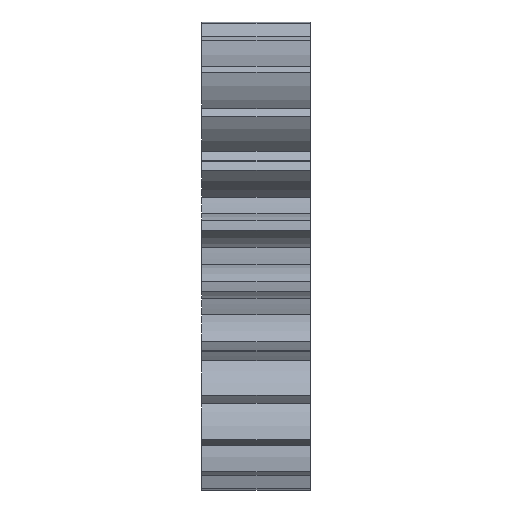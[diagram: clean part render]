
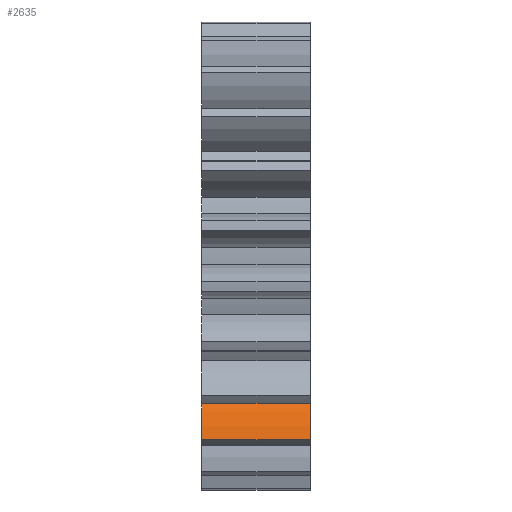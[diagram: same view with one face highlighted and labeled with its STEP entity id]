
A CAD part, front view. The second image highlights one B-rep face of the part: STEP entity #2635.
In plain terms, the highlighted cylindrical face has radius 5.08 mm (diameter 10.16 mm), a partial arc.
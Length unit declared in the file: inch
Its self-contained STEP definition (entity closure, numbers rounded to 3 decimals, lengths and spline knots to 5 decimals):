
#83 = DIRECTION ( 'NONE',  ( 1., 0., 0. ) ) ;
#191 = ORIENTED_EDGE ( 'NONE', *, *, #1520, .T. ) ;
#247 = DIRECTION ( 'NONE',  ( -1., 0., 0. ) ) ;
#381 = DIRECTION ( 'NONE',  ( 1., 0., 0. ) ) ;
#387 = DIRECTION ( 'NONE',  ( 0., 0., 1. ) ) ;
#394 = VERTEX_POINT ( 'NONE', #2953 ) ;
#424 = DIRECTION ( 'NONE',  ( -1., 0., 0. ) ) ;
#446 = VERTEX_POINT ( 'NONE', #1314 ) ;
#626 = EDGE_CURVE ( 'NONE', #1400, #446, #3447, .T. ) ;
#666 = LINE ( 'NONE', #978, #1959 ) ;
#711 = CYLINDRICAL_SURFACE ( 'NONE', #1311, 0.2 ) ;
#722 = CARTESIAN_POINT ( 'NONE',  ( 0., -0.33866, -0.42275 ) ) ;
#739 = ORIENTED_EDGE ( 'NONE', *, *, #2034, .T. ) ;
#746 = DIRECTION ( 'NONE',  ( -1., 0., 0. ) ) ;
#978 = CARTESIAN_POINT ( 'NONE',  ( 0.125, -0.33866, -0.42275 ) ) ;
#1011 = FACE_OUTER_BOUND ( 'NONE', #3296, .T. ) ;
#1023 = ORIENTED_EDGE ( 'NONE', *, *, #626, .T. ) ;
#1137 = EDGE_CURVE ( 'NONE', #446, #394, #2954, .T. ) ;
#1207 = CARTESIAN_POINT ( 'NONE',  ( 0.25, -0.33866, -0.42275 ) ) ;
#1243 = DIRECTION ( 'NONE',  ( 0., 0., -1. ) ) ;
#1295 = VECTOR ( 'NONE', #746, 39.37008 ) ;
#1311 = AXIS2_PLACEMENT_3D ( 'NONE', #2084, #424, #387 ) ;
#1314 = CARTESIAN_POINT ( 'NONE',  ( 0.25, -0.30209, -0.33082 ) ) ;
#1400 = VERTEX_POINT ( 'NONE', #1207 ) ;
#1520 = EDGE_CURVE ( 'NONE', #394, #2906, #3152, .T. ) ;
#1825 = AXIS2_PLACEMENT_3D ( 'NONE', #2207, #247, #1929 ) ;
#1929 = DIRECTION ( 'NONE',  ( 0., -0.707, 0.707 ) ) ;
#1959 = VECTOR ( 'NONE', #83, 39.37008 ) ;
#2030 = ORIENTED_EDGE ( 'NONE', *, *, #1137, .T. ) ;
#2034 = EDGE_CURVE ( 'NONE', #2906, #1400, #666, .T. ) ;
#2084 = CARTESIAN_POINT ( 'NONE',  ( 0.25, -0.14031, -0.44841 ) ) ;
#2207 = CARTESIAN_POINT ( 'NONE',  ( 0.25, -0.14031, -0.44841 ) ) ;
#2635 = ADVANCED_FACE ( 'NONE', ( #1011 ), #711, .T. ) ;
#2844 = AXIS2_PLACEMENT_3D ( 'NONE', #2920, #381, #1243 ) ;
#2906 = VERTEX_POINT ( 'NONE', #722 ) ;
#2920 = CARTESIAN_POINT ( 'NONE',  ( 0., -0.14031, -0.44841 ) ) ;
#2953 = CARTESIAN_POINT ( 'NONE',  ( 0., -0.30209, -0.33082 ) ) ;
#2954 = LINE ( 'NONE', #3549, #1295 ) ;
#3152 = CIRCLE ( 'NONE', #2844, 0.2 ) ;
#3296 = EDGE_LOOP ( 'NONE', ( #739, #1023, #2030, #191 ) ) ;
#3447 = CIRCLE ( 'NONE', #1825, 0.2 ) ;
#3549 = CARTESIAN_POINT ( 'NONE',  ( 0.25, -0.30209, -0.33082 ) ) ;
